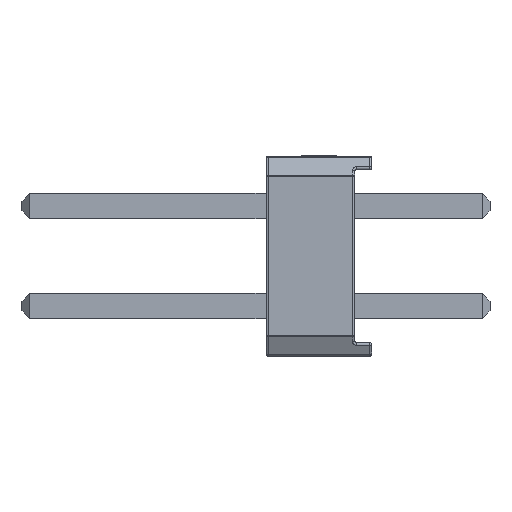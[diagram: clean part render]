
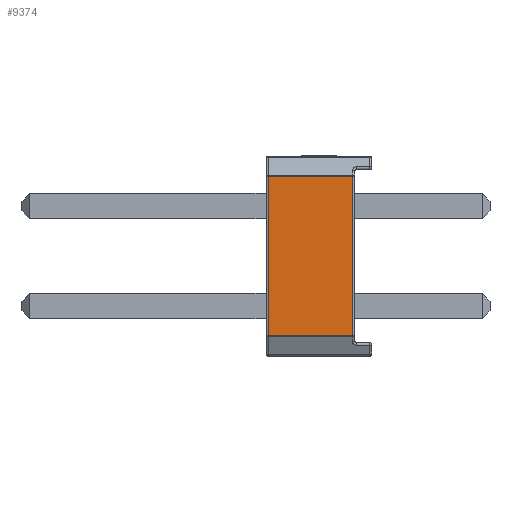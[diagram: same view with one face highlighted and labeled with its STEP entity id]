
A CAD part, left-side view. The second image highlights one B-rep face of the part: STEP entity #9374.
In plain terms, the highlighted planar face has unit normal (-1, 0, 0).
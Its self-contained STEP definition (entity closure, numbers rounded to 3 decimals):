
#130=PLANE('',#10496);
#639=LINE('',#15315,#1566);
#648=LINE('',#15424,#1575);
#650=LINE('',#15427,#1577);
#736=LINE('',#15903,#1663);
#1566=VECTOR('',#11860,10.);
#1575=VECTOR('',#11945,10.);
#1577=VECTOR('',#11949,10.);
#1663=VECTOR('',#12305,10.);
#2881=FACE_OUTER_BOUND('',#3512,.T.);
#3512=EDGE_LOOP('',(#7745,#7746,#7747,#7748));
#4455=VERTEX_POINT('',#15274);
#4467=VERTEX_POINT('',#15305);
#4470=VERTEX_POINT('',#15318);
#4494=VERTEX_POINT('',#15420);
#5378=EDGE_CURVE('',#4455,#4467,#639,.T.);
#5413=EDGE_CURVE('',#4467,#4494,#648,.T.);
#5415=EDGE_CURVE('',#4494,#4470,#650,.T.);
#5576=EDGE_CURVE('',#4470,#4455,#736,.T.);
#7745=ORIENTED_EDGE('',*,*,#5378,.F.);
#7746=ORIENTED_EDGE('',*,*,#5576,.F.);
#7747=ORIENTED_EDGE('',*,*,#5415,.F.);
#7748=ORIENTED_EDGE('',*,*,#5413,.F.);
#9374=ADVANCED_FACE('',(#2881),#130,.T.);
#10496=AXIS2_PLACEMENT_3D('',#16225,#12685,#12686);
#11860=DIRECTION('',(0.,1.,0.));
#11945=DIRECTION('',(0.,0.,1.));
#11949=DIRECTION('',(0.,-1.,0.));
#12305=DIRECTION('',(0.,0.,-1.));
#12685=DIRECTION('center_axis',(-1.,0.,0.));
#12686=DIRECTION('ref_axis',(0.,0.,1.));
#15274=CARTESIAN_POINT('',(-7.62,-0.782,-3.298));
#15305=CARTESIAN_POINT('',(-7.62,1.37,-3.298));
#15315=CARTESIAN_POINT('',(-7.62,-7.316,-3.298));
#15318=CARTESIAN_POINT('',(-7.62,-0.782,0.758));
#15420=CARTESIAN_POINT('',(-7.62,1.37,0.758));
#15424=CARTESIAN_POINT('',(-7.62,1.37,0.635));
#15427=CARTESIAN_POINT('',(-7.62,-7.316,0.758));
#15903=CARTESIAN_POINT('',(-7.62,-0.782,0.465));
#16225=CARTESIAN_POINT('Origin',(-7.62,0.,0.));
